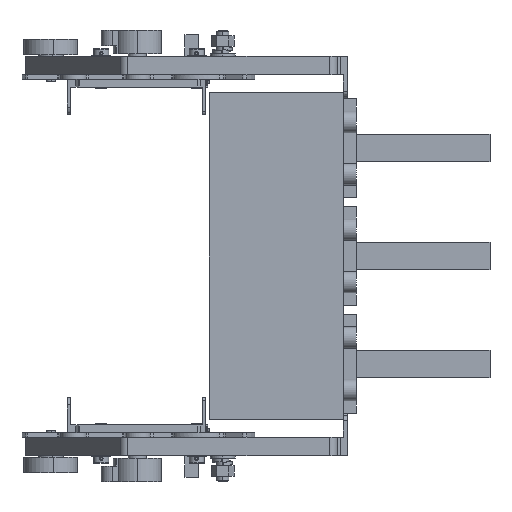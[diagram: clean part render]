
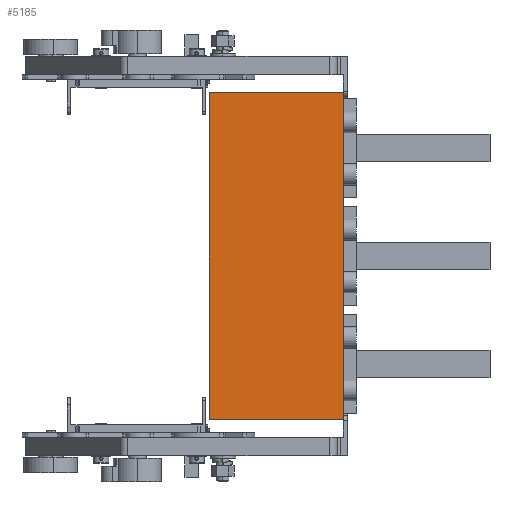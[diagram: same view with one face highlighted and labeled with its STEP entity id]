
A CAD part, left-side view. The second image highlights one B-rep face of the part: STEP entity #5185.
In plain terms, the highlighted face is planar.
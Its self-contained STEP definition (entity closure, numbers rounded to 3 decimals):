
#3916 = DIRECTION ( 'NONE',  ( 0., 1., 0. ) ) ;
#4007 = VECTOR ( 'NONE', #30172, 1000. ) ;
#4160 = PLANE ( 'NONE',  #48797 ) ;
#5185 = ADVANCED_FACE ( 'NONE', ( #49320 ), #4160, .T. ) ;
#6238 = CARTESIAN_POINT ( 'NONE',  ( 185., 95.2, -272.5 ) ) ;
#7191 = EDGE_CURVE ( 'NONE', #36613, #32398, #19824, .T. ) ;
#7530 = DIRECTION ( 'NONE',  ( 0., 1., 0. ) ) ;
#8339 = VERTEX_POINT ( 'NONE', #32195 ) ;
#9088 = CARTESIAN_POINT ( 'NONE',  ( 181.5, 95.2, -272.5 ) ) ;
#9589 = LINE ( 'NONE', #42459, #4007 ) ;
#11287 = CARTESIAN_POINT ( 'NONE',  ( -27., 134.7, -272.5 ) ) ;
#15568 = VERTEX_POINT ( 'NONE', #6238 ) ;
#18862 = VECTOR ( 'NONE', #25377, 1000. ) ;
#19664 = CARTESIAN_POINT ( 'NONE',  ( 169.5, 134.7, -272.5 ) ) ;
#19824 = LINE ( 'NONE', #11287, #27266 ) ;
#22621 = LINE ( 'NONE', #38933, #29805 ) ;
#22906 = CARTESIAN_POINT ( 'NONE',  ( -27., 95.2, -272.5 ) ) ;
#23769 = EDGE_CURVE ( 'NONE', #15568, #36613, #29404, .T. ) ;
#25377 = DIRECTION ( 'NONE',  ( -1., 0., 0. ) ) ;
#27266 = VECTOR ( 'NONE', #7530, 1000. ) ;
#28536 = ORIENTED_EDGE ( 'NONE', *, *, #40761, .T. ) ;
#29404 = LINE ( 'NONE', #9088, #18862 ) ;
#29805 = VECTOR ( 'NONE', #47715, 1000. ) ;
#30172 = DIRECTION ( 'NONE',  ( 0., -1., 0. ) ) ;
#32195 = CARTESIAN_POINT ( 'NONE',  ( 185., 182.2, -272.5 ) ) ;
#32398 = VERTEX_POINT ( 'NONE', #48017 ) ;
#34618 = ORIENTED_EDGE ( 'NONE', *, *, #7191, .T. ) ;
#36613 = VERTEX_POINT ( 'NONE', #22906 ) ;
#38933 = CARTESIAN_POINT ( 'NONE',  ( 169.5, 182.2, -272.5 ) ) ;
#40761 = EDGE_CURVE ( 'NONE', #32398, #8339, #22621, .T. ) ;
#42459 = CARTESIAN_POINT ( 'NONE',  ( 185., 95.2, -272.5 ) ) ;
#44588 = ORIENTED_EDGE ( 'NONE', *, *, #51343, .T. ) ;
#44908 = ORIENTED_EDGE ( 'NONE', *, *, #23769, .T. ) ;
#47715 = DIRECTION ( 'NONE',  ( 1., 0., 0. ) ) ;
#48017 = CARTESIAN_POINT ( 'NONE',  ( -27., 182.2, -272.5 ) ) ;
#48797 = AXIS2_PLACEMENT_3D ( 'NONE', #19664, #48801, #3916 ) ;
#48801 = DIRECTION ( 'NONE',  ( 0., 0., -1. ) ) ;
#49320 = FACE_OUTER_BOUND ( 'NONE', #50375, .T. ) ;
#50375 = EDGE_LOOP ( 'NONE', ( #34618, #28536, #44588, #44908 ) ) ;
#51343 = EDGE_CURVE ( 'NONE', #8339, #15568, #9589, .T. ) ;
